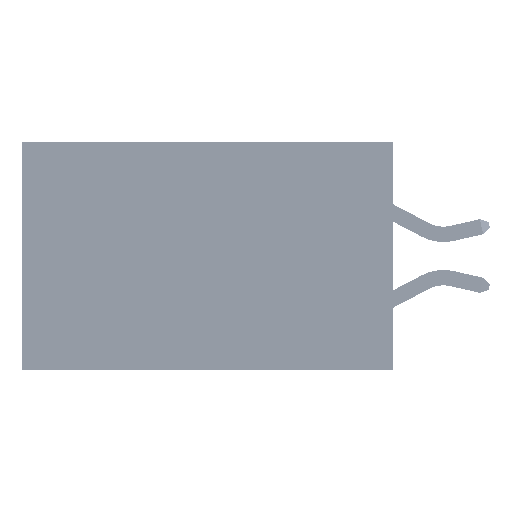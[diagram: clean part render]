
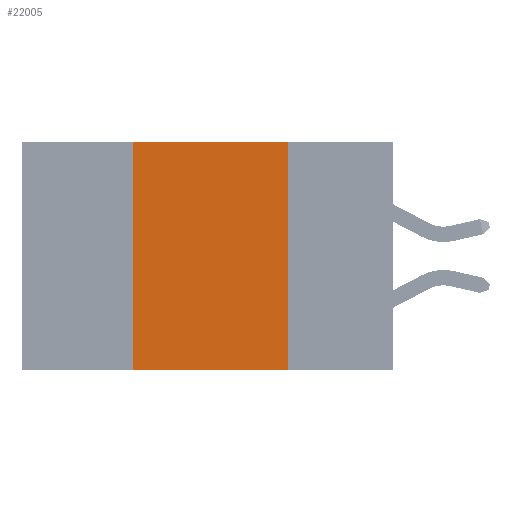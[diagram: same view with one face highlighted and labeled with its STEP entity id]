
A CAD part, left-side view. The second image highlights one B-rep face of the part: STEP entity #22005.
In plain terms, the highlighted planar face has unit normal (-1, 0, 0).
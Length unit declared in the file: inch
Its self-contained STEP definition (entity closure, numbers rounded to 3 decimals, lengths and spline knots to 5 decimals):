
#417 = LINE ( 'NONE', #47230, #40683 ) ;
#494 = CARTESIAN_POINT ( 'NONE',  ( 0., 0.42, 0. ) ) ;
#1532 = CARTESIAN_POINT ( 'NONE',  ( 0., 0.42, -0.37 ) ) ;
#3050 = AXIS2_PLACEMENT_3D ( 'NONE', #50008, #25737, #9796 ) ;
#6397 = DIRECTION ( 'NONE',  ( 0., -1., 0. ) ) ;
#7969 = DIRECTION ( 'NONE',  ( 0., 0., 1. ) ) ;
#8834 = VERTEX_POINT ( 'NONE', #1532 ) ;
#9796 = DIRECTION ( 'NONE',  ( 0., 0., -1. ) ) ;
#11405 = LINE ( 'NONE', #39918, #36540 ) ;
#13490 = LINE ( 'NONE', #38880, #29772 ) ;
#13542 = EDGE_CURVE ( 'NONE', #8834, #16532, #417, .T. ) ;
#14682 = VERTEX_POINT ( 'NONE', #45027 ) ;
#15367 = EDGE_CURVE ( 'NONE', #46356, #14682, #13490, .T. ) ;
#16532 = VERTEX_POINT ( 'NONE', #25757 ) ;
#21620 = CARTESIAN_POINT ( 'NONE',  ( 0., 0.17, 0. ) ) ;
#21873 = PLANE ( 'NONE',  #3050 ) ;
#22005 = ADVANCED_FACE ( 'NONE', ( #33765 ), #21873, .F. ) ;
#25737 = DIRECTION ( 'NONE',  ( 1., 0., 0. ) ) ;
#25757 = CARTESIAN_POINT ( 'NONE',  ( 0., 0.17, -0.37 ) ) ;
#26266 = EDGE_CURVE ( 'NONE', #8834, #46356, #11405, .T. ) ;
#26309 = DIRECTION ( 'NONE',  ( 0., -1., 0. ) ) ;
#29772 = VECTOR ( 'NONE', #6397, 39.37008 ) ;
#31811 = ORIENTED_EDGE ( 'NONE', *, *, #15367, .F. ) ;
#33765 = FACE_OUTER_BOUND ( 'NONE', #49050, .T. ) ;
#33784 = ORIENTED_EDGE ( 'NONE', *, *, #13542, .T. ) ;
#36540 = VECTOR ( 'NONE', #7969, 39.37008 ) ;
#38880 = CARTESIAN_POINT ( 'NONE',  ( 0., 0.6, 0. ) ) ;
#39547 = VECTOR ( 'NONE', #45555, 39.37008 ) ;
#39918 = CARTESIAN_POINT ( 'NONE',  ( 0., 0.42, 0. ) ) ;
#40683 = VECTOR ( 'NONE', #26309, 39.37008 ) ;
#41776 = ORIENTED_EDGE ( 'NONE', *, *, #26266, .F. ) ;
#42067 = LINE ( 'NONE', #21620, #39547 ) ;
#45027 = CARTESIAN_POINT ( 'NONE',  ( 0., 0.17, 0. ) ) ;
#45555 = DIRECTION ( 'NONE',  ( 0., 0., -1. ) ) ;
#46356 = VERTEX_POINT ( 'NONE', #494 ) ;
#47230 = CARTESIAN_POINT ( 'NONE',  ( 0., 0.6, -0.37 ) ) ;
#49050 = EDGE_LOOP ( 'NONE', ( #49152, #31811, #41776, #33784 ) ) ;
#49152 = ORIENTED_EDGE ( 'NONE', *, *, #51792, .F. ) ;
#50008 = CARTESIAN_POINT ( 'NONE',  ( 0., 0.6, 0. ) ) ;
#51792 = EDGE_CURVE ( 'NONE', #14682, #16532, #42067, .T. ) ;
